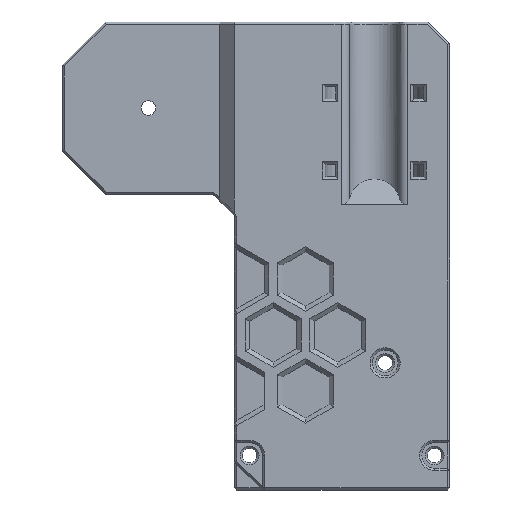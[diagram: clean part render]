
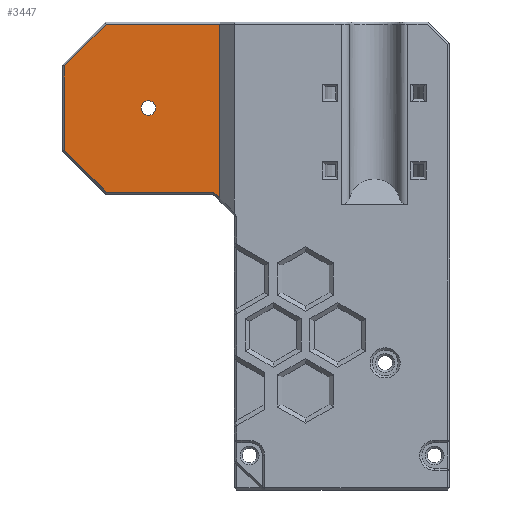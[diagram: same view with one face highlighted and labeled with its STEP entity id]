
A CAD part, top view. The second image highlights one B-rep face of the part: STEP entity #3447.
In plain terms, the highlighted planar face has unit normal (0, 0, 1).
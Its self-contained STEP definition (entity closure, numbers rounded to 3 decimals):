
#52=FACE_BOUND('',#564,.T.);
#138=PLANE('',#3719);
#346=FACE_OUTER_BOUND('',#563,.T.);
#563=EDGE_LOOP('',(#2890,#2891,#2892,#2893,#2894,#2895,#2896));
#564=EDGE_LOOP('',(#2897));
#792=LINE('',#5155,#1218);
#794=LINE('',#5159,#1220);
#797=LINE('',#5165,#1223);
#800=LINE('',#5171,#1226);
#938=LINE('',#5455,#1364);
#941=LINE('',#5460,#1367);
#945=LINE('',#5467,#1371);
#1218=VECTOR('',#4144,10.);
#1220=VECTOR('',#4148,10.);
#1223=VECTOR('',#4153,10.);
#1226=VECTOR('',#4158,10.);
#1364=VECTOR('',#4426,10.);
#1367=VECTOR('',#4431,10.);
#1371=VECTOR('',#4441,10.);
#1551=CIRCLE('',#3720,1.7);
#1700=VERTEX_POINT('',#5152);
#1701=VERTEX_POINT('',#5154);
#1702=VERTEX_POINT('',#5158);
#1704=VERTEX_POINT('',#5164);
#1706=VERTEX_POINT('',#5170);
#1785=VERTEX_POINT('',#5448);
#1787=VERTEX_POINT('',#5454);
#1789=VERTEX_POINT('',#5468);
#2038=EDGE_CURVE('',#1700,#1701,#792,.T.);
#2040=EDGE_CURVE('',#1701,#1702,#794,.T.);
#2043=EDGE_CURVE('',#1702,#1704,#797,.T.);
#2046=EDGE_CURVE('',#1704,#1706,#800,.T.);
#2192=EDGE_CURVE('',#1787,#1785,#938,.T.);
#2195=EDGE_CURVE('',#1706,#1787,#941,.T.);
#2199=EDGE_CURVE('',#1785,#1700,#945,.T.);
#2200=EDGE_CURVE('',#1789,#1789,#1551,.T.);
#2890=ORIENTED_EDGE('',*,*,#2192,.F.);
#2891=ORIENTED_EDGE('',*,*,#2195,.F.);
#2892=ORIENTED_EDGE('',*,*,#2046,.F.);
#2893=ORIENTED_EDGE('',*,*,#2043,.F.);
#2894=ORIENTED_EDGE('',*,*,#2040,.F.);
#2895=ORIENTED_EDGE('',*,*,#2038,.F.);
#2896=ORIENTED_EDGE('',*,*,#2199,.F.);
#2897=ORIENTED_EDGE('',*,*,#2200,.F.);
#3447=ADVANCED_FACE('',(#346,#52),#138,.T.);
#3719=AXIS2_PLACEMENT_3D('',#5466,#4439,#4440);
#3720=AXIS2_PLACEMENT_3D('',#5469,#4442,#4443);
#4144=DIRECTION('',(-0.707,0.707,0.));
#4148=DIRECTION('',(-1.,0.,0.));
#4153=DIRECTION('',(-0.707,0.707,0.));
#4158=DIRECTION('',(0.,1.,0.));
#4426=DIRECTION('',(1.,0.,0.));
#4431=DIRECTION('',(0.707,0.707,0.));
#4439=DIRECTION('center_axis',(0.,0.,1.));
#4440=DIRECTION('ref_axis',(-1.,0.,0.));
#4441=DIRECTION('',(0.,-1.,0.));
#4442=DIRECTION('center_axis',(0.,0.,1.));
#4443=DIRECTION('ref_axis',(1.,0.,0.));
#5152=CARTESIAN_POINT('',(-3.5,67.907,10.));
#5154=CARTESIAN_POINT('',(-4.793,69.2,10.));
#5155=CARTESIAN_POINT('',(-12.771,77.179,10.));
#5158=CARTESIAN_POINT('',(-29.793,69.2,10.));
#5159=CARTESIAN_POINT('',(-25.,69.2,10.));
#5164=CARTESIAN_POINT('',(-39.5,78.907,10.));
#5165=CARTESIAN_POINT('',(-36.521,75.929,10.));
#5170=CARTESIAN_POINT('',(-39.5,98.493,10.));
#5171=CARTESIAN_POINT('',(-39.5,92.45,10.));
#5448=CARTESIAN_POINT('',(-3.5,108.2,10.));
#5454=CARTESIAN_POINT('',(-29.793,108.2,10.));
#5455=CARTESIAN_POINT('',(12.5,108.2,10.));
#5460=CARTESIAN_POINT('',(-32.771,105.221,10.));
#5466=CARTESIAN_POINT('Origin',(-20.,86.2,10.));
#5467=CARTESIAN_POINT('',(-3.5,74.95,10.));
#5468=CARTESIAN_POINT('',(-21.7,88.7,10.));
#5469=CARTESIAN_POINT('Origin',(-20.,88.7,10.));
